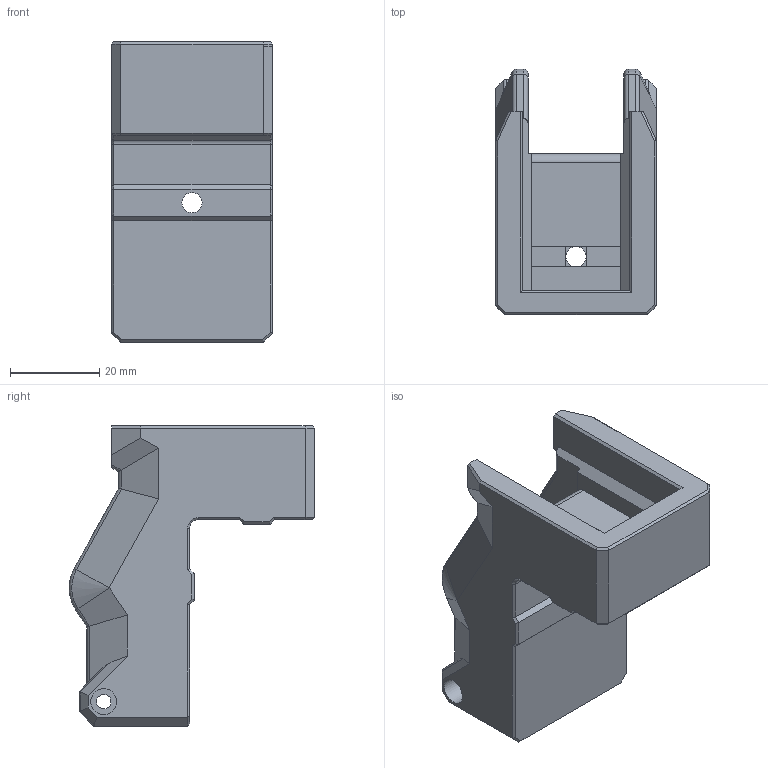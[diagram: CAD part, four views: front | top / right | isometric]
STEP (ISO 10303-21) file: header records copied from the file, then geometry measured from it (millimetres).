
FILE_DESCRIPTION(/* description */ (''),/* implementation_level */ '2;1');
FILE_NAME(/* name */ 'Y-Idler Mount.step',/* time_stamp */ '2023-01-10T15:19:18+07:00',/* author */ (''),/* organization */ (''),/* preprocessor_version */ 'ST-DEVELOPER v19.2',/* originating_system */ 'Autodesk Translation Framework v11.17.0.187',/* authorisation */ '');
FILE_SCHEMA (('AUTOMOTIVE_DESIGN { 1 0 10303 214 3 1 1 }'));
Length unit declared in the file: millimetre
Products named in the file (1): Y-Idler Mount
Bounding box: 36 x 54.99 x 67.22 mm (x, y, z)
Volume: 41687.2 mm3; surface area: 14549.4 mm2
Topology: 1 solids, 7 shells, 207 faces, 483 edges, 292 vertices
Faces by surface type: plane 155, cylinder 43, cone 5, torus 4
Full cylindrical faces by diameter (mm): 2.8 x1, 3.25 x2, 4 x2, 4.5 x2, 5.8 x1, 7.4 x1
Entity records: 5775 total; most frequent: CARTESIAN_POINT 990, DIRECTION 973, ORIENTED_EDGE 962, EDGE_CURVE 481, LINE 403, VECTOR 403, VERTEX_POINT 292, AXIS2_PLACEMENT_3D 285
